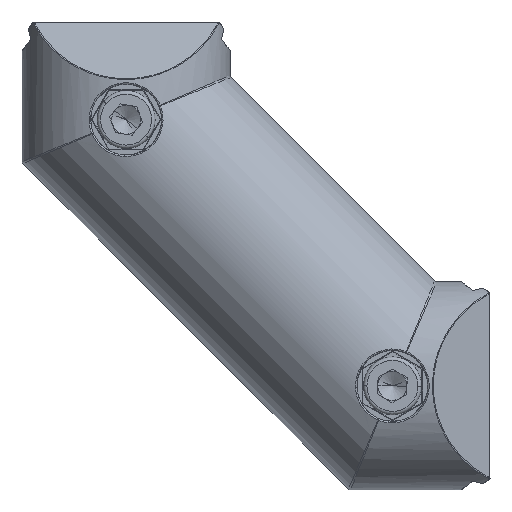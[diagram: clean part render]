
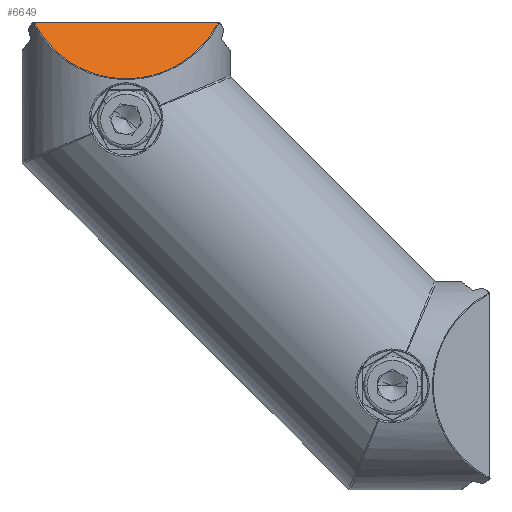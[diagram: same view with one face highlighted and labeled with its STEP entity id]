
A CAD part, left-side view. The second image highlights one B-rep face of the part: STEP entity #6649.
In plain terms, the highlighted face is planar.
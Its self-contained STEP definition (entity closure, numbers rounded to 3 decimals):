
#212 = ORIENTED_EDGE ( 'NONE', *, *, #15737, .T. ) ;
#213 = ORIENTED_EDGE ( 'NONE', *, *, #15736, .T. ) ;
#5360 = FACE_OUTER_BOUND ( 'NONE', #19612, .T. ) ;
#6649 = ADVANCED_FACE ( 'NONE', ( #5360 ), #11060, .T. ) ;
#7470 =( BOUNDED_CURVE ( )  B_SPLINE_CURVE ( 3, ( #17206, #17202, #17208, #17209 ),
 .UNSPECIFIED., .F., .F. ) 
 B_SPLINE_CURVE_WITH_KNOTS ( ( 4, 4 ),
 ( 2.047, 4.236 ),
 .UNSPECIFIED. ) 
 CURVE ( )  GEOMETRIC_REPRESENTATION_ITEM ( )  RATIONAL_B_SPLINE_CURVE ( ( 1., 0.639, 0.639, 1. ) ) 
 REPRESENTATION_ITEM ( '' )  );
#8739 = AXIS2_PLACEMENT_3D ( 'NONE', #11058, #11062, #11063 ) ;
#9216 = LINE ( 'NONE', #17203, #9222 ) ;
#9222 = VECTOR ( 'NONE', #17207, 1000. ) ;
#11058 = CARTESIAN_POINT ( 'NONE',  ( -18., -7., -35.709 ) ) ;
#11060 = PLANE ( 'NONE',  #8739 ) ;
#11062 = DIRECTION ( 'NONE',  ( -0.707, -0.707, 0. ) ) ;
#11063 = DIRECTION ( 'NONE',  ( 0.707, -0.707, 0. ) ) ;
#13146 = VERTEX_POINT ( 'NONE', #14842 ) ;
#13193 = VERTEX_POINT ( 'NONE', #14889 ) ;
#14842 = CARTESIAN_POINT ( 'NONE',  ( -8.298, -16.702, -15.821 ) ) ;
#14889 = CARTESIAN_POINT ( 'NONE',  ( -8.298, -16.702, 15.821 ) ) ;
#15736 = EDGE_CURVE ( 'NONE', #13146, #13193, #9216, .T. ) ;
#15737 = EDGE_CURVE ( 'NONE', #13193, #13146, #7470, .T. ) ;
#17202 = CARTESIAN_POINT ( 'NONE',  ( -22.974, -2.026, 8.256 ) ) ;
#17203 = CARTESIAN_POINT ( 'NONE',  ( -8.298, -16.702, -35.709 ) ) ;
#17206 = CARTESIAN_POINT ( 'NONE',  ( -8.298, -16.702, 15.821 ) ) ;
#17207 = DIRECTION ( 'NONE',  ( 0., 0., 1. ) ) ;
#17208 = CARTESIAN_POINT ( 'NONE',  ( -22.974, -2.026, -8.256 ) ) ;
#17209 = CARTESIAN_POINT ( 'NONE',  ( -8.298, -16.702, -15.821 ) ) ;
#19612 = EDGE_LOOP ( 'NONE', ( #213, #212 ) ) ;
